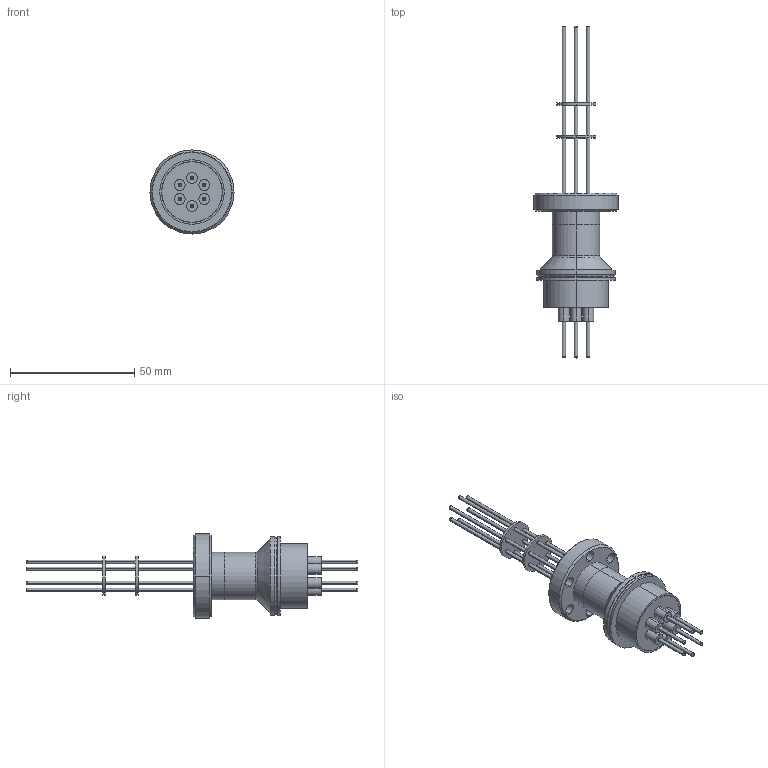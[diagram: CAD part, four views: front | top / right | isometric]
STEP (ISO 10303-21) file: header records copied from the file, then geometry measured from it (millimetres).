
FILE_DESCRIPTION (( 'STEP AP203' ), '1' );
FILE_NAME ('A0423-8-CF.STEP', '2013-05-14T11:32:02', ( '' ), ( '' ), 'SwSTEP 2.0', 'SolidWorks 2012', '' );
FILE_SCHEMA (( 'CONFIG_CONTROL_DESIGN' ));
Length unit declared in the file: inch
Products named in the file (1): A0423-8-CF
Bounding box: 33.78 x 133.35 x 33.78 mm (x, y, z)
Volume: 10955.5 mm3; surface area: 15506.6 mm2
Topology: 1 solids, 1 shells, 244 faces, 586 edges, 392 vertices
Faces by surface type: cylinder 146, plane 50, torus 38, cone 10
Entity records: 8781 total; most frequent: CARTESIAN_POINT 2643, DIRECTION 1382, ORIENTED_EDGE 1172, AXIS2_PLACEMENT_3D 613, EDGE_CURVE 586, VERTEX_POINT 392, CIRCLE 368, EDGE_LOOP 340
